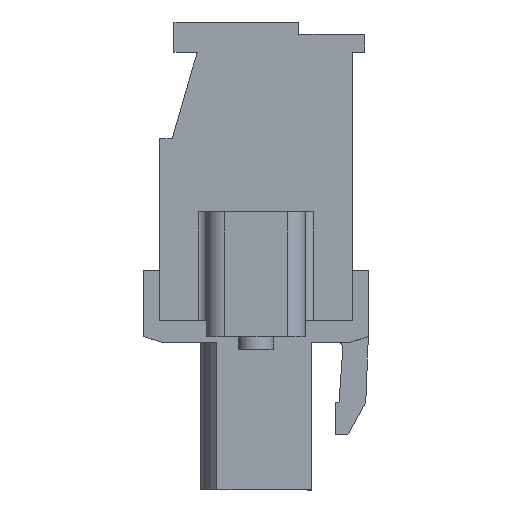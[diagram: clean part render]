
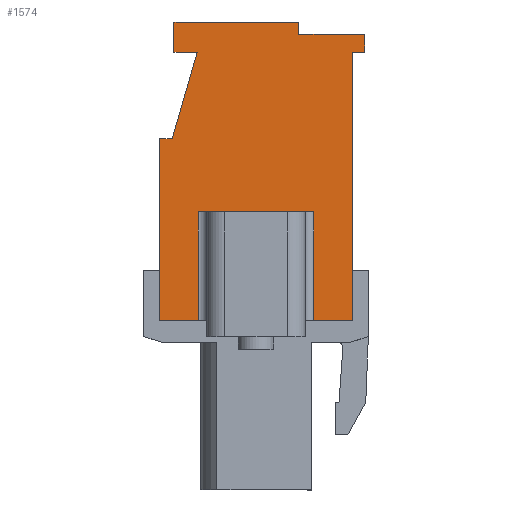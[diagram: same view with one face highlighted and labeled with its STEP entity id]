
A CAD part, left-side view. The second image highlights one B-rep face of the part: STEP entity #1574.
In plain terms, the highlighted planar face has unit normal (-1, 0, 0).
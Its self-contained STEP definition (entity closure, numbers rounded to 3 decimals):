
#1574 = ADVANCED_FACE( '', ( #3650 ), #3651, .T. );
#3650 = FACE_OUTER_BOUND( '', #6415, .T. );
#3651 = PLANE( '', #6416 );
#6415 = EDGE_LOOP( '', ( #10353, #10354, #10355, #10356, #10357, #10358, #10359, #10360, #10361, #10362, #10363, #10364, #10365, #10366, #10367, #10368 ) );
#6416 = AXIS2_PLACEMENT_3D( '', #10369, #10370, #10371 );
#10353 = ORIENTED_EDGE( '', *, *, #17761, .T. );
#10354 = ORIENTED_EDGE( '', *, *, #17762, .T. );
#10355 = ORIENTED_EDGE( '', *, *, #17763, .T. );
#10356 = ORIENTED_EDGE( '', *, *, #17764, .F. );
#10357 = ORIENTED_EDGE( '', *, *, #17765, .T. );
#10358 = ORIENTED_EDGE( '', *, *, #17766, .T. );
#10359 = ORIENTED_EDGE( '', *, *, #16984, .T. );
#10360 = ORIENTED_EDGE( '', *, *, #17767, .T. );
#10361 = ORIENTED_EDGE( '', *, *, #17487, .T. );
#10362 = ORIENTED_EDGE( '', *, *, #17768, .T. );
#10363 = ORIENTED_EDGE( '', *, *, #17769, .T. );
#10364 = ORIENTED_EDGE( '', *, *, #17770, .T. );
#10365 = ORIENTED_EDGE( '', *, *, #17423, .T. );
#10366 = ORIENTED_EDGE( '', *, *, #17771, .T. );
#10367 = ORIENTED_EDGE( '', *, *, #17772, .T. );
#10368 = ORIENTED_EDGE( '', *, *, #17773, .T. );
#10369 = CARTESIAN_POINT( '', ( 0., 0., 0. ) );
#10370 = DIRECTION( '', ( -1., 0., 0. ) );
#10371 = DIRECTION( '', ( 0., -1., 0. ) );
#16984 = EDGE_CURVE( '', #20446, #20444, #20447, .T. );
#17423 = EDGE_CURVE( '', #21216, #21217, #21218, .T. );
#17487 = EDGE_CURVE( '', #21327, #21328, #21329, .T. );
#17761 = EDGE_CURVE( '', #21769, #21770, #21771, .T. );
#17762 = EDGE_CURVE( '', #21770, #21772, #21773, .T. );
#17763 = EDGE_CURVE( '', #21772, #21774, #21775, .F. );
#17764 = EDGE_CURVE( '', #21776, #21774, #21777, .T. );
#17765 = EDGE_CURVE( '', #21776, #21778, #21779, .F. );
#17766 = EDGE_CURVE( '', #21778, #20446, #21780, .T. );
#17767 = EDGE_CURVE( '', #20444, #21327, #21781, .T. );
#17768 = EDGE_CURVE( '', #21328, #21782, #21783, .T. );
#17769 = EDGE_CURVE( '', #21782, #21784, #21785, .T. );
#17770 = EDGE_CURVE( '', #21784, #21216, #21786, .T. );
#17771 = EDGE_CURVE( '', #21217, #21787, #21788, .T. );
#17772 = EDGE_CURVE( '', #21787, #21789, #21790, .T. );
#17773 = EDGE_CURVE( '', #21789, #21769, #21791, .T. );
#20444 = VERTEX_POINT( '', #25436 );
#20446 = VERTEX_POINT( '', #25439 );
#20447 = LINE( '', #25440, #25441 );
#21216 = VERTEX_POINT( '', #26561 );
#21217 = VERTEX_POINT( '', #26562 );
#21218 = LINE( '', #26563, #26564 );
#21327 = VERTEX_POINT( '', #26722 );
#21328 = VERTEX_POINT( '', #26723 );
#21329 = LINE( '', #26724, #26725 );
#21769 = VERTEX_POINT( '', #27377 );
#21770 = VERTEX_POINT( '', #27378 );
#21771 = LINE( '', #27379, #27380 );
#21772 = VERTEX_POINT( '', #27381 );
#21773 = LINE( '', #27382, #27383 );
#21774 = VERTEX_POINT( '', #27384 );
#21775 = LINE( '', #27385, #27386 );
#21776 = VERTEX_POINT( '', #27387 );
#21777 = LINE( '', #27388, #27389 );
#21778 = VERTEX_POINT( '', #27390 );
#21779 = LINE( '', #27391, #27392 );
#21780 = LINE( '', #27393, #27394 );
#21781 = LINE( '', #27395, #27396 );
#21782 = VERTEX_POINT( '', #27397 );
#21783 = LINE( '', #27398, #27399 );
#21784 = VERTEX_POINT( '', #27400 );
#21785 = LINE( '', #27401, #27402 );
#21786 = LINE( '', #27403, #27404 );
#21787 = VERTEX_POINT( '', #27405 );
#21788 = LINE( '', #27406, #27407 );
#21789 = VERTEX_POINT( '', #27408 );
#21790 = LINE( '', #27409, #27410 );
#21791 = LINE( '', #27411, #27412 );
#25436 = CARTESIAN_POINT( '', ( 0., 0., 15.95 ) );
#25439 = CARTESIAN_POINT( '', ( 0., 0., 0.9 ) );
#25440 = CARTESIAN_POINT( '', ( 0., 0., 0. ) );
#25441 = VECTOR( '', #31826, 1000. );
#26561 = CARTESIAN_POINT( '', ( 0., 10., 17.65 ) );
#26562 = CARTESIAN_POINT( '', ( 0., 10., 15.95 ) );
#26563 = CARTESIAN_POINT( '', ( 0., 10., 17.65 ) );
#26564 = VECTOR( '', #32249, 1000. );
#26722 = CARTESIAN_POINT( '', ( 0., -0.7, 15.95 ) );
#26723 = CARTESIAN_POINT( '', ( 0., -0.7, 16.95 ) );
#26724 = CARTESIAN_POINT( '', ( 0., -0.7, 15.95 ) );
#26725 = VECTOR( '', #32308, 1000. );
#27377 = CARTESIAN_POINT( '', ( 0., 10.8, 11.1 ) );
#27378 = CARTESIAN_POINT( '', ( 0., 10.8, 0.9 ) );
#27379 = CARTESIAN_POINT( '', ( 0., 10.8, 11.1 ) );
#27380 = VECTOR( '', #32568, 1000. );
#27381 = CARTESIAN_POINT( '', ( 0., 8.65, 0.9 ) );
#27382 = CARTESIAN_POINT( '', ( 0., 0., 0.9 ) );
#27383 = VECTOR( '', #32569, 1000. );
#27384 = CARTESIAN_POINT( '', ( 0., 8.65, 7. ) );
#27385 = CARTESIAN_POINT( '', ( 0., 8.65, 0. ) );
#27386 = VECTOR( '', #32570, 1000. );
#27387 = CARTESIAN_POINT( '', ( 0., 2.15, 7. ) );
#27388 = CARTESIAN_POINT( '', ( 0., 2.65, 7. ) );
#27389 = VECTOR( '', #32571, 1000. );
#27390 = CARTESIAN_POINT( '', ( 0., 2.15, 0.9 ) );
#27391 = CARTESIAN_POINT( '', ( 0., 2.15, 0. ) );
#27392 = VECTOR( '', #32572, 1000. );
#27393 = CARTESIAN_POINT( '', ( 0., 0., 0.9 ) );
#27394 = VECTOR( '', #32573, 1000. );
#27395 = CARTESIAN_POINT( '', ( 0., 0., 15.95 ) );
#27396 = VECTOR( '', #32574, 1000. );
#27397 = CARTESIAN_POINT( '', ( 0., 3., 16.95 ) );
#27398 = CARTESIAN_POINT( '', ( 0., -0.7, 16.95 ) );
#27399 = VECTOR( '', #32575, 1000. );
#27400 = CARTESIAN_POINT( '', ( 0., 3., 17.65 ) );
#27401 = CARTESIAN_POINT( '', ( 0., 3., 16.95 ) );
#27402 = VECTOR( '', #32576, 1000. );
#27403 = CARTESIAN_POINT( '', ( 0., 3., 17.65 ) );
#27404 = VECTOR( '', #32577, 1000. );
#27405 = CARTESIAN_POINT( '', ( 0., 8.7, 15.95 ) );
#27406 = CARTESIAN_POINT( '', ( 0., 10., 15.95 ) );
#27407 = VECTOR( '', #32578, 1000. );
#27408 = CARTESIAN_POINT( '', ( 0., 10.1, 11.1 ) );
#27409 = CARTESIAN_POINT( '', ( 0., 8.7, 15.95 ) );
#27410 = VECTOR( '', #32579, 1000. );
#27411 = CARTESIAN_POINT( '', ( 0., 10.1, 11.1 ) );
#27412 = VECTOR( '', #32580, 1000. );
#31826 = DIRECTION( '', ( 0., 0., 1. ) );
#32249 = DIRECTION( '', ( 0., 0., -1. ) );
#32308 = DIRECTION( '', ( 0., 0., 1. ) );
#32568 = DIRECTION( '', ( 0., 0., -1. ) );
#32569 = DIRECTION( '', ( 0., -1., 0. ) );
#32570 = DIRECTION( '', ( 0., 0., -1. ) );
#32571 = DIRECTION( '', ( 0., 1., 0. ) );
#32572 = DIRECTION( '', ( 0., 0., 1. ) );
#32573 = DIRECTION( '', ( 0., -1., 0. ) );
#32574 = DIRECTION( '', ( 0., -1., 0. ) );
#32575 = DIRECTION( '', ( 0., 1., 0. ) );
#32576 = DIRECTION( '', ( 0., 0., 1. ) );
#32577 = DIRECTION( '', ( 0., 1., 0. ) );
#32578 = DIRECTION( '', ( 0., -1., 0. ) );
#32579 = DIRECTION( '', ( 0., 0.277, -0.961 ) );
#32580 = DIRECTION( '', ( 0., 1., 0. ) );
